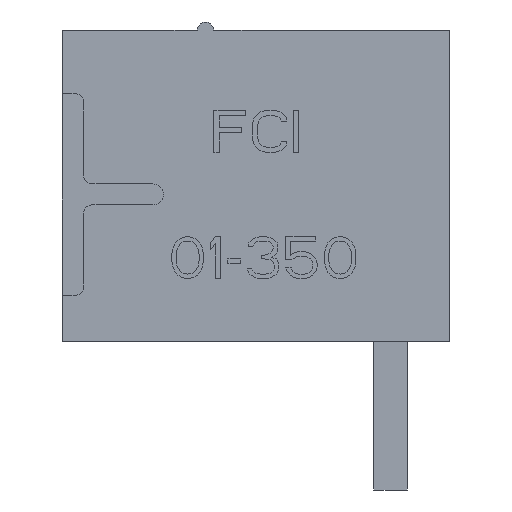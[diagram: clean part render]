
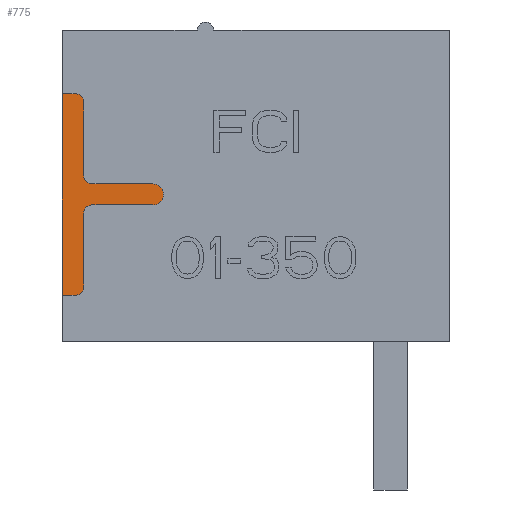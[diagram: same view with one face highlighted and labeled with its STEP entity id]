
A CAD part, left-side view. The second image highlights one B-rep face of the part: STEP entity #775.
In plain terms, the highlighted planar face has unit normal (-1, 0, 0).
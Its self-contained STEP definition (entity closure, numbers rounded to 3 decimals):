
#775=ADVANCED_FACE('3743',(#2369),#2370,.T.);
#2369=FACE_OUTER_BOUND('',#4226,.T.);
#2370=PLANE('',#4227);
#4226=EDGE_LOOP('',(#10225,#10226,#10227,#10228,#10229,#10230,#10231,#10232,#10233,#10234,#10235,#10236));
#4227=AXIS2_PLACEMENT_3D('',#10237,#10238,#10239);
#10225=ORIENTED_EDGE('',*,*,#14186,.T.);
#10226=ORIENTED_EDGE('',*,*,#14184,.T.);
#10227=ORIENTED_EDGE('',*,*,#14182,.T.);
#10228=ORIENTED_EDGE('',*,*,#14180,.T.);
#10229=ORIENTED_EDGE('',*,*,#14178,.T.);
#10230=ORIENTED_EDGE('',*,*,#14176,.T.);
#10231=ORIENTED_EDGE('',*,*,#14174,.T.);
#10232=ORIENTED_EDGE('',*,*,#14196,.T.);
#10233=ORIENTED_EDGE('',*,*,#14194,.T.);
#10234=ORIENTED_EDGE('',*,*,#14192,.T.);
#10235=ORIENTED_EDGE('',*,*,#14190,.T.);
#10236=ORIENTED_EDGE('',*,*,#14188,.T.);
#10237=CARTESIAN_POINT('',(-21.56,0.0,-3.7));
#10238=DIRECTION('',(-1.0,0.0,0.0));
#10239=DIRECTION('',(0.0,0.0,1.0));
#14174=EDGE_CURVE('4784',#17897,#17895,#17898,.T.);
#14176=EDGE_CURVE('4783',#17900,#17897,#17901,.T.);
#14178=EDGE_CURVE('4782',#17903,#17900,#17904,.T.);
#14180=EDGE_CURVE('6083',#17906,#17903,#17907,.T.);
#14182=EDGE_CURVE('6092',#17909,#17906,#17910,.T.);
#14184=EDGE_CURVE('6082',#17912,#17909,#17913,.T.);
#14186=EDGE_CURVE('4781',#17915,#17912,#17916,.T.);
#14188=EDGE_CURVE('6085',#17918,#17915,#17919,.T.);
#14190=EDGE_CURVE('6093',#17921,#17918,#17922,.T.);
#14192=EDGE_CURVE('6084',#17924,#17921,#17925,.T.);
#14194=EDGE_CURVE('4786',#17927,#17924,#17928,.T.);
#14196=EDGE_CURVE('4785',#17895,#17927,#17930,.T.);
#17895=VERTEX_POINT('',#23556);
#17897=VERTEX_POINT('',#23559);
#17898=LINE('',#23560,#23561);
#17900=VERTEX_POINT('',#23564);
#17901=LINE('',#23565,#23566);
#17903=VERTEX_POINT('',#23569);
#17904=CIRCLE('',#23570,0.2);
#17906=VERTEX_POINT('',#23573);
#17907=LINE('',#23574,#23575);
#17909=VERTEX_POINT('',#23578);
#17910=CIRCLE('',#23579,0.2);
#17912=VERTEX_POINT('',#23582);
#17913=LINE('',#23583,#23584);
#17915=VERTEX_POINT('',#23587);
#17916=CIRCLE('',#23588,0.25);
#17918=VERTEX_POINT('',#23591);
#17919=LINE('',#23592,#23593);
#17921=VERTEX_POINT('',#23596);
#17922=CIRCLE('',#23597,0.2);
#17924=VERTEX_POINT('',#23600);
#17925=LINE('',#23601,#23602);
#17927=VERTEX_POINT('',#23605);
#17928=CIRCLE('',#23606,0.2);
#17930=LINE('',#23609,#23610);
#23556=CARTESIAN_POINT('',(-21.56,4.6,-2.6));
#23559=CARTESIAN_POINT('',(-21.56,4.6,2.2));
#23560=CARTESIAN_POINT('',(-21.56,4.6,2.2));
#23561=VECTOR('',#27460,4.8);
#23564=CARTESIAN_POINT('',(-21.56,4.3,2.2));
#23565=CARTESIAN_POINT('',(-21.56,4.3,2.2));
#23566=VECTOR('',#27462,0.3);
#23569=CARTESIAN_POINT('',(-21.56,4.1,2.0));
#23570=AXIS2_PLACEMENT_3D('',#27464,#27465,#27466);
#23573=CARTESIAN_POINT('',(-21.56,4.1,0.25));
#23574=CARTESIAN_POINT('',(-21.56,4.1,0.25));
#23575=VECTOR('',#27468,1.75);
#23578=CARTESIAN_POINT('',(-21.56,3.9,0.05));
#23579=AXIS2_PLACEMENT_3D('',#27470,#27471,#27472);
#23582=CARTESIAN_POINT('',(-21.56,2.45,0.05));
#23583=CARTESIAN_POINT('',(-21.56,2.45,0.05));
#23584=VECTOR('',#27474,1.45);
#23587=CARTESIAN_POINT('',(-21.56,2.45,-0.45));
#23588=AXIS2_PLACEMENT_3D('',#27476,#27477,#27478);
#23591=CARTESIAN_POINT('',(-21.56,3.9,-0.45));
#23592=CARTESIAN_POINT('',(-21.56,3.9,-0.45));
#23593=VECTOR('',#27480,1.45);
#23596=CARTESIAN_POINT('',(-21.56,4.1,-0.65));
#23597=AXIS2_PLACEMENT_3D('',#27482,#27483,#27484);
#23600=CARTESIAN_POINT('',(-21.56,4.1,-2.4));
#23601=CARTESIAN_POINT('',(-21.56,4.1,-2.4));
#23602=VECTOR('',#27486,1.75);
#23605=CARTESIAN_POINT('',(-21.56,4.3,-2.6));
#23606=AXIS2_PLACEMENT_3D('',#27488,#27489,#27490);
#23609=CARTESIAN_POINT('',(-21.56,4.6,-2.6));
#23610=VECTOR('',#27492,0.3);
#27460=DIRECTION('',(0.0,0.0,-1.0));
#27462=DIRECTION('',(0.0,1.0,0.0));
#27464=CARTESIAN_POINT('',(-21.56,4.3,2.0));
#27465=DIRECTION('',(-1.0,0.0,0.0));
#27466=DIRECTION('',(0.0,-1.0,0.0));
#27468=DIRECTION('',(0.0,0.0,1.0));
#27470=CARTESIAN_POINT('',(-21.56,3.9,0.25));
#27471=DIRECTION('',(1.0,0.0,0.0));
#27472=DIRECTION('',(0.0,0.0,-1.0));
#27474=DIRECTION('',(0.0,1.0,0.0));
#27476=CARTESIAN_POINT('',(-21.56,2.45,-0.2));
#27477=DIRECTION('',(-1.0,0.0,0.0));
#27478=DIRECTION('',(0.0,0.0,-1.0));
#27480=DIRECTION('',(0.0,-1.0,0.0));
#27482=CARTESIAN_POINT('',(-21.56,3.9,-0.65));
#27483=DIRECTION('',(1.0,0.0,0.0));
#27484=DIRECTION('',(0.0,1.0,0.0));
#27486=DIRECTION('',(0.0,0.0,1.0));
#27488=CARTESIAN_POINT('',(-21.56,4.3,-2.4));
#27489=DIRECTION('',(-1.0,0.0,0.0));
#27490=DIRECTION('',(0.0,0.0,-1.0));
#27492=DIRECTION('',(0.0,-1.0,0.0));
